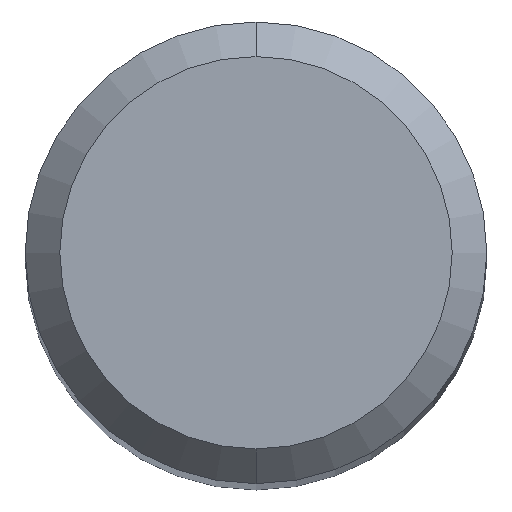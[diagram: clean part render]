
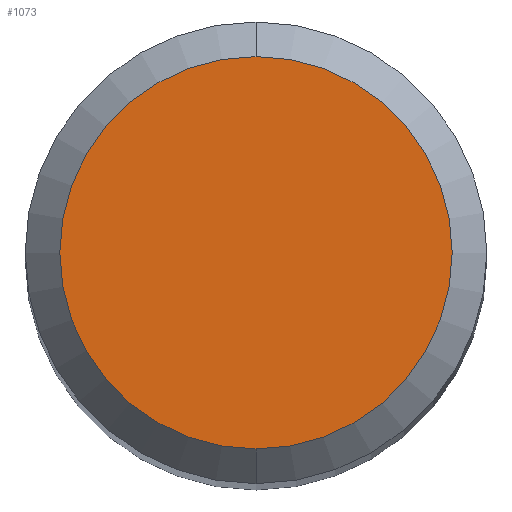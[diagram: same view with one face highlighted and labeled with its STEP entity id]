
A CAD part, top view. The second image highlights one B-rep face of the part: STEP entity #1073.
In plain terms, the highlighted planar face has unit normal (0, 0, 1).
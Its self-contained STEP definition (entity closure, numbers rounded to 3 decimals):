
#483=VERTEX_POINT('',#1301);
#819=EDGE_CURVE('',#1135,#483,#1668,.T.);
#1073=ADVANCED_FACE('',(#1948),#1949,.T.);
#1135=VERTEX_POINT('',#2020);
#1211=EDGE_CURVE('',#483,#1135,#2099,.T.);
#1301=CARTESIAN_POINT('',(0.,-1.7,0.0));
#1668=CIRCLE('',#3862,1.7);
#1948=FACE_OUTER_BOUND('',#5275,.T.);
#1949=PLANE('',#5276);
#2020=CARTESIAN_POINT('',(0.0,1.7,0.0));
#2099=CIRCLE('',#5818,1.7);
#3862=AXIS2_PLACEMENT_3D('',#6303,#6304,#6305);
#5275=EDGE_LOOP('',(#6604,#6605));
#5276=AXIS2_PLACEMENT_3D('',#6606,#6607,#6608);
#5818=AXIS2_PLACEMENT_3D('',#6791,#6792,#6793);
#6303=CARTESIAN_POINT('',(0.0,0.0,0.0));
#6304=DIRECTION('',(0.0,0.0,-1.0));
#6305=DIRECTION('',(0.0,1.0,0.0));
#6604=ORIENTED_EDGE('',*,*,#819,.F.);
#6605=ORIENTED_EDGE('',*,*,#1211,.F.);
#6606=CARTESIAN_POINT('',(0.0,0.85,0.0));
#6607=DIRECTION('',(-0.0,0.0,1.0));
#6608=DIRECTION('',(0.0,-1.0,0.0));
#6791=CARTESIAN_POINT('',(0.0,0.0,0.0));
#6792=DIRECTION('',(0.0,0.0,-1.0));
#6793=DIRECTION('',(0.0,1.0,0.0));
